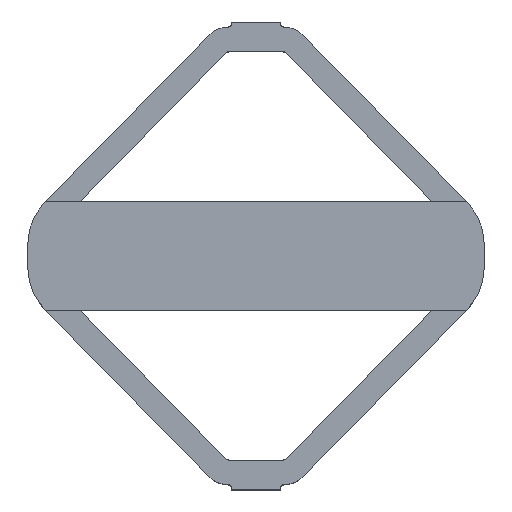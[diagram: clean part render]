
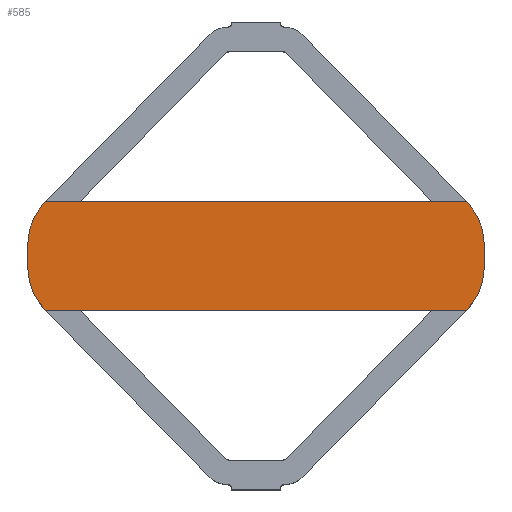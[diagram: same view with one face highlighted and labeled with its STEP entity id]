
A CAD part, top view. The second image highlights one B-rep face of the part: STEP entity #585.
In plain terms, the highlighted planar face has unit normal (0, 0, 1).
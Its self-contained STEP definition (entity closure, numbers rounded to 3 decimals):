
#14 = EDGE_CURVE ( 'NONE', #988, #536, #903, .T. ) ;
#20 = CARTESIAN_POINT ( 'NONE',  ( -38.259, -9.853, 12.5 ) ) ;
#55 = ORIENTED_EDGE ( 'NONE', *, *, #1294, .T. ) ;
#90 = DIRECTION ( 'NONE',  ( 0., 0., 1. ) ) ;
#96 = CARTESIAN_POINT ( 'NONE',  ( -38.259, -9.853, 12.5 ) ) ;
#108 = CARTESIAN_POINT ( 'NONE',  ( 38.259, -9.853, 12.5 ) ) ;
#138 = CARTESIAN_POINT ( 'NONE',  ( 30.26, 2., 12.5 ) ) ;
#143 = CARTESIAN_POINT ( 'NONE',  ( -38.259, 9.853, 12.5 ) ) ;
#153 = DIRECTION ( 'NONE',  ( -1., 0., 0. ) ) ;
#206 = VERTEX_POINT ( 'NONE', #468 ) ;
#211 = AXIS2_PLACEMENT_3D ( 'NONE', #847, #1087, #1072 ) ;
#214 = CIRCLE ( 'NONE', #1070, 11.209 ) ;
#244 = VECTOR ( 'NONE', #521, 1000. ) ;
#264 = AXIS2_PLACEMENT_3D ( 'NONE', #454, #1233, #1356 ) ;
#279 = EDGE_CURVE ( 'NONE', #536, #206, #1506, .T. ) ;
#347 = EDGE_CURVE ( 'NONE', #206, #1680, #1458, .T. ) ;
#352 = LINE ( 'NONE', #849, #935 ) ;
#370 = DIRECTION ( 'NONE',  ( 0., 0., 1. ) ) ;
#426 = CIRCLE ( 'NONE', #211, 11.209 ) ;
#454 = CARTESIAN_POINT ( 'NONE',  ( 30.26, -2., 12.5 ) ) ;
#457 = CARTESIAN_POINT ( 'NONE',  ( 41.469, 2., 12.5 ) ) ;
#467 = ORIENTED_EDGE ( 'NONE', *, *, #347, .T. ) ;
#468 = CARTESIAN_POINT ( 'NONE',  ( 38.259, 9.853, 12.5 ) ) ;
#499 = PLANE ( 'NONE',  #744 ) ;
#503 = VECTOR ( 'NONE', #1313, 1000. ) ;
#512 = CARTESIAN_POINT ( 'NONE',  ( 41.469, -2., 12.5 ) ) ;
#521 = DIRECTION ( 'NONE',  ( 1., 0., 0. ) ) ;
#536 = VERTEX_POINT ( 'NONE', #457 ) ;
#585 = ADVANCED_FACE ( 'NONE', ( #897 ), #499, .T. ) ;
#680 = ORIENTED_EDGE ( 'NONE', *, *, #905, .T. ) ;
#732 = DIRECTION ( 'NONE',  ( 1., 0., 0. ) ) ;
#744 = AXIS2_PLACEMENT_3D ( 'NONE', #1003, #90, #732 ) ;
#821 = AXIS2_PLACEMENT_3D ( 'NONE', #138, #1148, #1681 ) ;
#847 = CARTESIAN_POINT ( 'NONE',  ( -30.26, 2., 12.5 ) ) ;
#849 = CARTESIAN_POINT ( 'NONE',  ( -41.469, -2., 12.5 ) ) ;
#854 = VECTOR ( 'NONE', #153, 1000. ) ;
#866 = DIRECTION ( 'NONE',  ( 0., -1., 0. ) ) ;
#897 = FACE_OUTER_BOUND ( 'NONE', #1672, .T. ) ;
#903 = LINE ( 'NONE', #512, #503 ) ;
#905 = EDGE_CURVE ( 'NONE', #976, #988, #1674, .T. ) ;
#920 = EDGE_CURVE ( 'NONE', #1680, #1589, #426, .T. ) ;
#935 = VECTOR ( 'NONE', #866, 1000. ) ;
#956 = VERTEX_POINT ( 'NONE', #96 ) ;
#976 = VERTEX_POINT ( 'NONE', #108 ) ;
#988 = VERTEX_POINT ( 'NONE', #1505 ) ;
#998 = ORIENTED_EDGE ( 'NONE', *, *, #279, .T. ) ;
#1003 = CARTESIAN_POINT ( 'NONE',  ( 30.26, 2., 12.5 ) ) ;
#1070 = AXIS2_PLACEMENT_3D ( 'NONE', #1532, #370, #1524 ) ;
#1072 = DIRECTION ( 'NONE',  ( 1., 0., 0. ) ) ;
#1081 = ORIENTED_EDGE ( 'NONE', *, *, #1275, .T. ) ;
#1087 = DIRECTION ( 'NONE',  ( 0., 0., 1. ) ) ;
#1148 = DIRECTION ( 'NONE',  ( 0., 0., 1. ) ) ;
#1187 = ORIENTED_EDGE ( 'NONE', *, *, #920, .T. ) ;
#1233 = DIRECTION ( 'NONE',  ( 0., 0., 1. ) ) ;
#1275 = EDGE_CURVE ( 'NONE', #1589, #1444, #352, .T. ) ;
#1289 = CARTESIAN_POINT ( 'NONE',  ( -41.469, -2., 12.5 ) ) ;
#1294 = EDGE_CURVE ( 'NONE', #1444, #956, #214, .T. ) ;
#1313 = DIRECTION ( 'NONE',  ( 0., 1., 0. ) ) ;
#1333 = EDGE_CURVE ( 'NONE', #956, #976, #1443, .T. ) ;
#1356 = DIRECTION ( 'NONE',  ( 1., 0., 0. ) ) ;
#1358 = CARTESIAN_POINT ( 'NONE',  ( -38.259, 9.853, 12.5 ) ) ;
#1443 = LINE ( 'NONE', #20, #244 ) ;
#1444 = VERTEX_POINT ( 'NONE', #1289 ) ;
#1458 = LINE ( 'NONE', #143, #854 ) ;
#1505 = CARTESIAN_POINT ( 'NONE',  ( 41.469, -2., 12.5 ) ) ;
#1506 = CIRCLE ( 'NONE', #821, 11.209 ) ;
#1516 = CARTESIAN_POINT ( 'NONE',  ( -41.469, 2., 12.5 ) ) ;
#1524 = DIRECTION ( 'NONE',  ( 1., 0., 0. ) ) ;
#1532 = CARTESIAN_POINT ( 'NONE',  ( -30.26, -2., 12.5 ) ) ;
#1589 = VERTEX_POINT ( 'NONE', #1516 ) ;
#1605 = ORIENTED_EDGE ( 'NONE', *, *, #14, .T. ) ;
#1618 = ORIENTED_EDGE ( 'NONE', *, *, #1333, .T. ) ;
#1672 = EDGE_LOOP ( 'NONE', ( #998, #467, #1187, #1081, #55, #1618, #680, #1605 ) ) ;
#1674 = CIRCLE ( 'NONE', #264, 11.209 ) ;
#1680 = VERTEX_POINT ( 'NONE', #1358 ) ;
#1681 = DIRECTION ( 'NONE',  ( 1., 0., 0. ) ) ;
